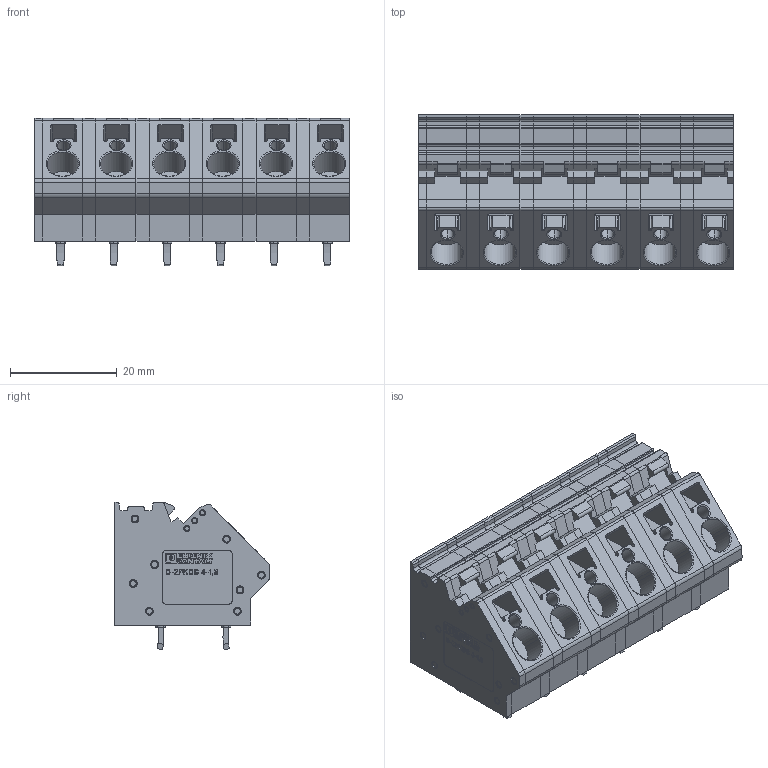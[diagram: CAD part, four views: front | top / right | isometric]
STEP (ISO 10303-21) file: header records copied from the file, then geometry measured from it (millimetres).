
FILE_DESCRIPTION(('Creo Elements/Direct Modeling STEP Export'),'2;1');
FILE_NAME('model.stp','2017-11-10T12:13:23',(''),(''),'Creo Elements/Direct Modeling STEP processor for AP214 (Solid Model)','Creo Elements/Direct Modeling 18.1I 14-Aug-2016 (C) Parametric Technology GmbH','');
FILE_SCHEMA(('AUTOMOTIVE_DESIGN { 1 0 10303 214 1 1 1 1 }'));
Length unit declared in the file: millimetre
Products named in the file (6): Bohrloch; zfkds_4-7.5_GY; ZFKDS_4-7.5; ZFKDS-4-1.5-DKL; RZ-ZFKDS-4-2.5_GEH.1; ZFKDSA_4-10-6
Assembly tree (16 placements, depth 3):
  ZFKDSA_4-10-6
    ZFKDS_4-7.5  x6
      Bohrloch
      zfkds_4-7.5_GY
    RZ-ZFKDS-4-2.5_GEH.1  x6
    ZFKDS-4-1.5-DKL
Bounding box: 59 x 29 x 27.6 mm (x, y, z)
Volume: 32037 mm3; surface area: 24166.2 mm2
Topology: 25 solids, 25 shells, 8540 faces, 22800 edges, 15060 vertices
Faces by surface type: plane 6333, cylinder 1624, cone 528, extrusion 31, torus 24
Entity records: 72254 total; most frequent: CARTESIAN_POINT 10153, ORIENTED_EDGE 10108, DIRECTION 9119, EDGE_CURVE 5054, VECTOR 4219, LINE 4213, VERTEX_POINT 3346, AXIS2_PLACEMENT_3D 2450
